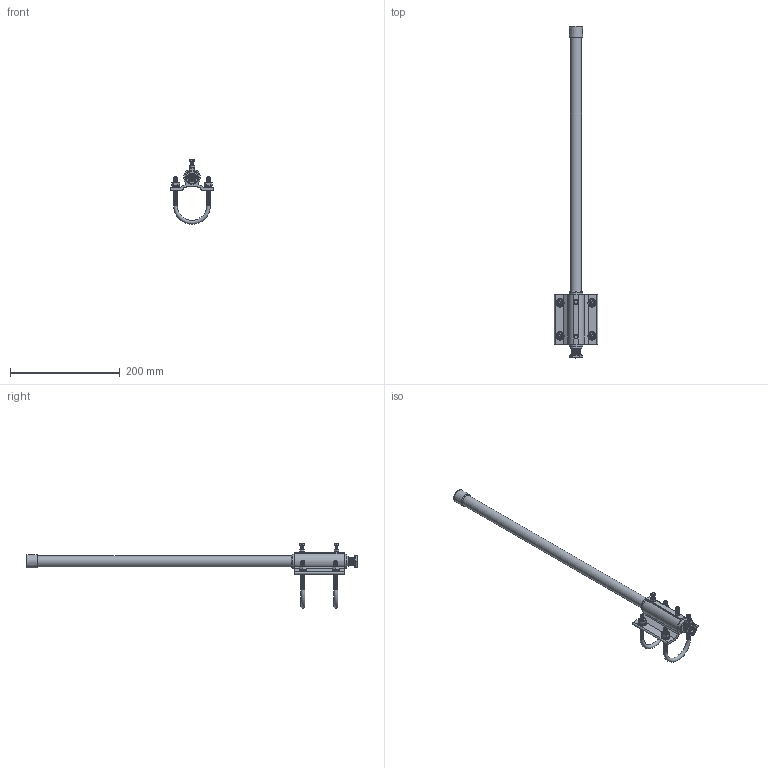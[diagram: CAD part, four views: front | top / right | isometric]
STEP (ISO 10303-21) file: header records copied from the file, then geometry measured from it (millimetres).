
FILE_DESCRIPTION (( 'STEP AP214' ), '1' );
FILE_NAME ('HG906UP-NF.STEP', '2018-01-22T15:18:12', ( '' ), ( '' ), 'SwSTEP 2.0', 'SolidWorks 2014', '' );
FILE_SCHEMA (( 'AUTOMOTIVE_DESIGN' ));
Length unit declared in the file: inch
Products named in the file (5): HG906UP-NF_Bracket Bolt wNut; HG906UP-NF_U-Bolt; HG906UP-NF_Mount Bracket; HG906UP-NF_ANTENNA; HG906UP-NF
Assembly tree (6 placements, depth 2):
  HG906UP-NF
    HG906UP-NF_ANTENNA
    HG906UP-NF_Mount Bracket
    HG906UP-NF_U-Bolt  x2
    HG906UP-NF_Bracket Bolt wNut  x2
Bounding box: 80.06 x 605.07 x 117.34 mm (x, y, z)
Volume: 281830.7 mm3; surface area: 88557.3 mm2
Topology: 11 solids, 11 shells, 822 faces, 1820 edges, 1058 vertices
Faces by surface type: cone 505, plane 210, cylinder 88, torus 19
Full cylindrical faces by diameter (mm): 1.8 x1, 3.05 x1, 7 x1, 7.061 x4, 8.255 x4, 8.585 x4, 8.636 x4, 12.471 x4, 13.31 x1, 15.697 x4, 20.066 x1, 20.523 x1, 25.349 x1, 25.527 x1
Entity records: 21556 total; most frequent: CARTESIAN_POINT 3758, DIRECTION 2448, ORIENTED_EDGE 2002, AXIS2_PLACEMENT_3D 1071, EDGE_CURVE 1001, EDGE_LOOP 868, VERTEX_POINT 757, FACE_OUTER_BOUND 589
